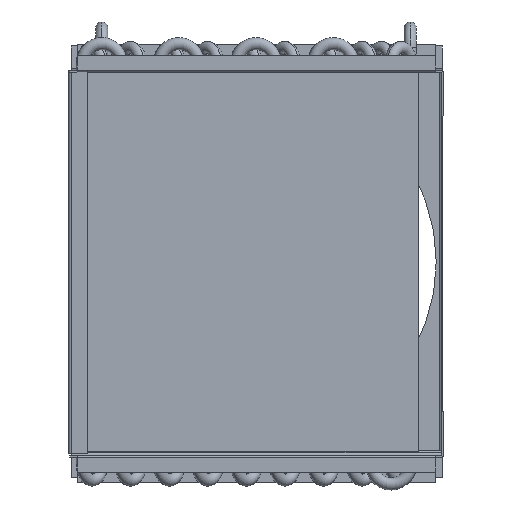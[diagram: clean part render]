
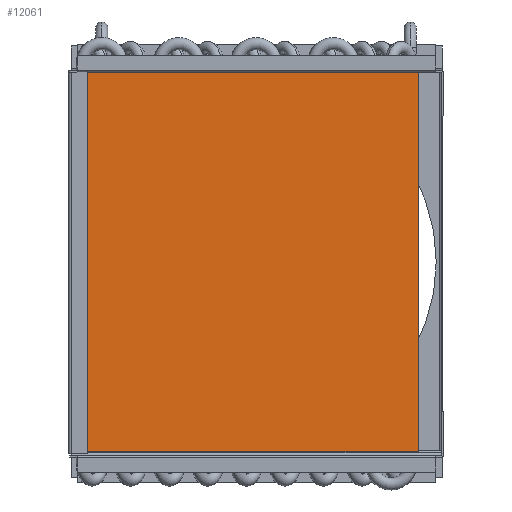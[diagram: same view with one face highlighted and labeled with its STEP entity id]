
A CAD part, left-side view. The second image highlights one B-rep face of the part: STEP entity #12061.
In plain terms, the highlighted face is planar.
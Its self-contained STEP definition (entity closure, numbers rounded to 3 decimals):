
#3872 = DIRECTION ( 'NONE',  ( 0., -1., 0. ) ) ;
#4535 = LINE ( 'NONE', #15312, #31117 ) ;
#4635 = CARTESIAN_POINT ( 'NONE',  ( 0., 228.6, -63.5 ) ) ;
#5893 = EDGE_CURVE ( 'NONE', #17149, #23874, #53604, .T. ) ;
#6346 = LINE ( 'NONE', #28550, #43810 ) ;
#8492 = VERTEX_POINT ( 'NONE', #36118 ) ;
#9408 = DIRECTION ( 'NONE',  ( -1., 0., 0. ) ) ;
#12061 = ADVANCED_FACE ( 'NONE', ( #26218 ), #14445, .T. ) ;
#14445 = PLANE ( 'NONE',  #31977 ) ;
#15312 = CARTESIAN_POINT ( 'NONE',  ( 250., 0., -63.5 ) ) ;
#16311 = VECTOR ( 'NONE', #61706, 1000. ) ;
#16955 = VECTOR ( 'NONE', #3872, 1000. ) ;
#17149 = VERTEX_POINT ( 'NONE', #4635 ) ;
#19124 = EDGE_CURVE ( 'NONE', #23874, #52936, #6346, .T. ) ;
#23874 = VERTEX_POINT ( 'NONE', #43993 ) ;
#26218 = FACE_OUTER_BOUND ( 'NONE', #66116, .T. ) ;
#28550 = CARTESIAN_POINT ( 'NONE',  ( 0., 0., -63.5 ) ) ;
#31117 = VECTOR ( 'NONE', #31444, 1000. ) ;
#31272 = CARTESIAN_POINT ( 'NONE',  ( 0., 228.6, -63.5 ) ) ;
#31444 = DIRECTION ( 'NONE',  ( 0., 1., 0. ) ) ;
#31977 = AXIS2_PLACEMENT_3D ( 'NONE', #31272, #53437, #9408 ) ;
#32692 = EDGE_CURVE ( 'NONE', #52936, #8492, #4535, .T. ) ;
#33116 = ORIENTED_EDGE ( 'NONE', *, *, #32692, .F. ) ;
#34646 = DIRECTION ( 'NONE',  ( 1., 0., 0. ) ) ;
#34837 = ORIENTED_EDGE ( 'NONE', *, *, #55767, .F. ) ;
#36118 = CARTESIAN_POINT ( 'NONE',  ( 250., 228.6, -63.5 ) ) ;
#36182 = ORIENTED_EDGE ( 'NONE', *, *, #19124, .F. ) ;
#43810 = VECTOR ( 'NONE', #34646, 1000. ) ;
#43993 = CARTESIAN_POINT ( 'NONE',  ( 0., 0., -63.5 ) ) ;
#52934 = CARTESIAN_POINT ( 'NONE',  ( 0., 0., -63.5 ) ) ;
#52936 = VERTEX_POINT ( 'NONE', #58591 ) ;
#53437 = DIRECTION ( 'NONE',  ( 0., 0., -1. ) ) ;
#53604 = LINE ( 'NONE', #52934, #16955 ) ;
#55767 = EDGE_CURVE ( 'NONE', #8492, #17149, #67802, .T. ) ;
#58591 = CARTESIAN_POINT ( 'NONE',  ( 250., 0., -63.5 ) ) ;
#61706 = DIRECTION ( 'NONE',  ( -1., 0., 0. ) ) ;
#66116 = EDGE_LOOP ( 'NONE', ( #69815, #34837, #33116, #36182 ) ) ;
#67802 = LINE ( 'NONE', #68160, #16311 ) ;
#68160 = CARTESIAN_POINT ( 'NONE',  ( 0., 228.6, -63.5 ) ) ;
#69815 = ORIENTED_EDGE ( 'NONE', *, *, #5893, .F. ) ;
